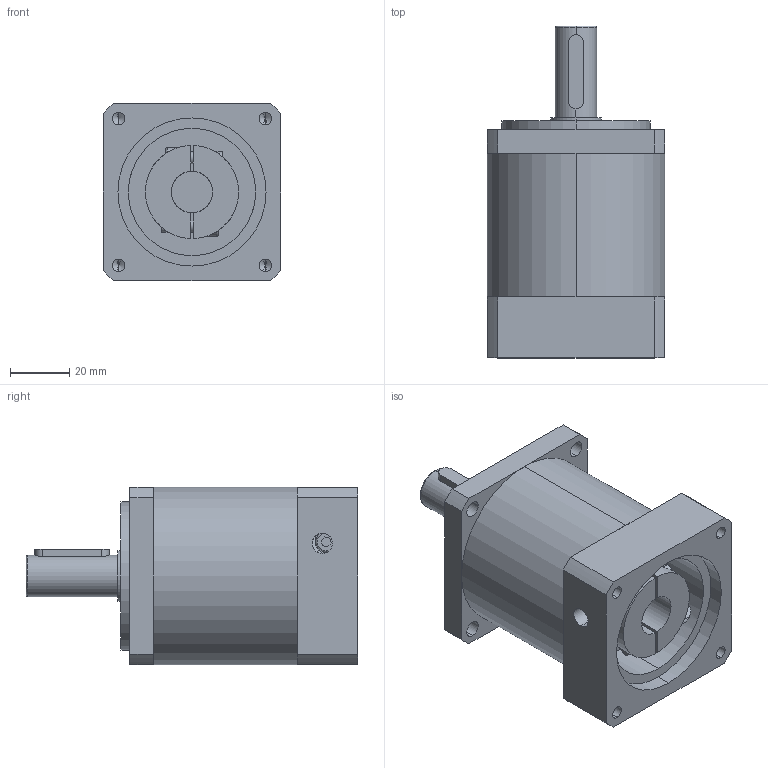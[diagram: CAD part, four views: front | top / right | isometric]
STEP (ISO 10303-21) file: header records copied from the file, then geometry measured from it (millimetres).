
FILE_DESCRIPTION (( 'STEP AP203' ), '1' );
FILE_NAME ('GPF060-L1-(14-50-70-M5).STEP', '2022-05-30T00:25:10', ( '微软用户' ), ( '微软中国' ), 'SwSTEP 2.0', 'SolidWorks 2018', '' );
FILE_SCHEMA (( 'CONFIG_CONTROL_DESIGN' ));
Length unit declared in the file: millimetre
Products named in the file (1): GPF060-L1-(14-50-70-M5)
Bounding box: 60 x 112 x 60 mm (x, y, z)
Volume: 219213.3 mm3; surface area: 35842.8 mm2
Topology: 2 solids, 2 shells, 162 faces, 395 edges, 247 vertices
Faces by surface type: cylinder 76, plane 68, cone 12, torus 6
Entity records: 5152 total; most frequent: CARTESIAN_POINT 1173, DIRECTION 859, ORIENTED_EDGE 770, EDGE_CURVE 385, AXIS2_PLACEMENT_3D 329, VERTEX_POINT 247, LINE 201, VECTOR 201
